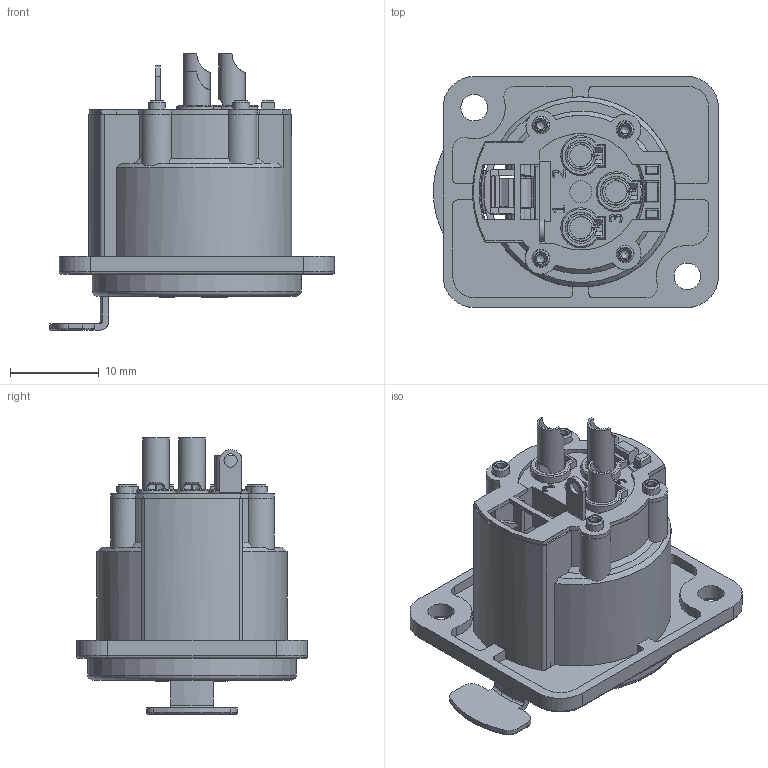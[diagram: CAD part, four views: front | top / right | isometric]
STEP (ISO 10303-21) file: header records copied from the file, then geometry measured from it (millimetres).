
FILE_DESCRIPTION(/* description */ (''),/* implementation_level */ '2;1');
FILE_NAME(/* name */ 'AX3FD-M3.stp',/* time_stamp */ '2020-03-24T15:58:54+11:00',/* author */ ('minh'),/* organization */ (''),/* preprocessor_version */ 'ST-DEVELOPER v16.1',/* originating_system */ 'Autodesk Inventor 2016',/* authorisation */ '');
FILE_SCHEMA (('AUTOMOTIVE_DESIGN { 1 0 10303 214 3 1 1 }'));
Length unit declared in the file: inch
Products named in the file (1): AX3FD-M3_Shrinkwrap_1
Bounding box: 32.08 x 26 x 31.1 mm (x, y, z)
Surface area: 7909.7 mm2 (no closed solid volume)
Topology: 0 solids, 47 shells, 502 faces, 2391 edges, 1892 vertices
Faces by surface type: plane 289, cylinder 131, cone 32, bspline 23, torus 23, sphere 4
Full cylindrical faces by diameter (mm): 1 x4, 1.5 x1, 1.9 x4, 2.5 x1, 2.6 x3, 3 x2, 3.5 x3, 23.5 x1
Entity records: 28625 total; most frequent: CARTESIAN_POINT 10262, DIRECTION 3332, ORIENTED_EDGE 3323, EDGE_CURVE 2336, VERTEX_POINT 1876, LINE 1240, VECTOR 1240, AXIS2_PLACEMENT_3D 1046
